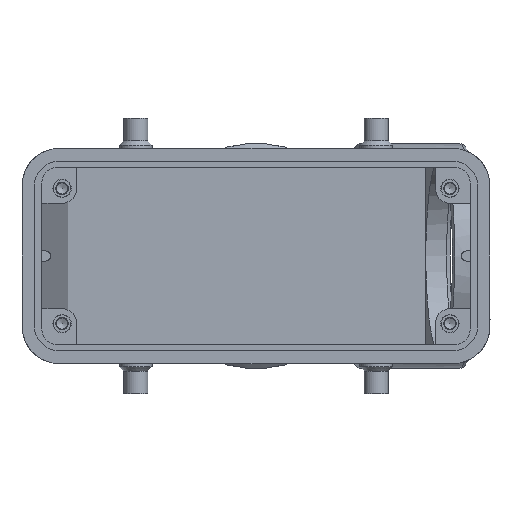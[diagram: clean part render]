
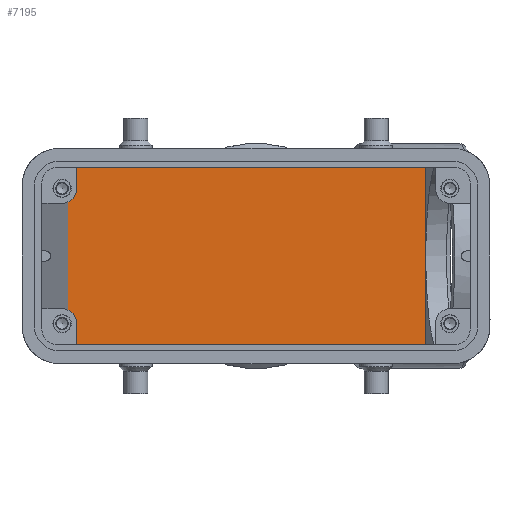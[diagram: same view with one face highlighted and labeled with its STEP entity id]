
A CAD part, front view. The second image highlights one B-rep face of the part: STEP entity #7195.
In plain terms, the highlighted planar face has unit normal (0, -1, 0).
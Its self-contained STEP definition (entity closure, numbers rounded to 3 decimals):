
#5418=LINE('',#18909,#6121);
#5423=LINE('',#18938,#6126);
#5424=LINE('',#18942,#6127);
#5425=LINE('',#18944,#6128);
#5426=LINE('',#18945,#6129);
#5427=LINE('',#18947,#6130);
#6121=VECTOR('',#16385,1.);
#6126=VECTOR('',#16410,1.);
#6127=VECTOR('',#16413,1.);
#6128=VECTOR('',#16414,1.);
#6129=VECTOR('',#16415,1.);
#6130=VECTOR('',#16416,1.);
#7195=ADVANCED_FACE('',(#8058),#7856,.F.);
#7856=PLANE('',#15502);
#8058=FACE_OUTER_BOUND('',#8668,.T.);
#8668=EDGE_LOOP('',(#9407,#9408,#9409,#9410,#9411,#9412,#9413,#9414));
#9407=ORIENTED_EDGE('',*,*,#13567,.T.);
#9408=ORIENTED_EDGE('',*,*,#13568,.F.);
#9409=ORIENTED_EDGE('',*,*,#13569,.F.);
#9410=ORIENTED_EDGE('',*,*,#13570,.F.);
#9411=ORIENTED_EDGE('',*,*,#13571,.F.);
#9412=ORIENTED_EDGE('',*,*,#13555,.F.);
#9413=ORIENTED_EDGE('',*,*,#13572,.T.);
#9414=ORIENTED_EDGE('',*,*,#13573,.T.);
#12563=VERTEX_POINT('',#18910);
#12564=VERTEX_POINT('',#18911);
#12575=VERTEX_POINT('',#18936);
#12576=VERTEX_POINT('',#18937);
#12577=VERTEX_POINT('',#18939);
#12578=VERTEX_POINT('',#18941);
#12579=VERTEX_POINT('',#18943);
#12580=VERTEX_POINT('',#18946);
#13555=EDGE_CURVE('',#12563,#12564,#5418,.T.);
#13567=EDGE_CURVE('',#12575,#12576,#15145,.T.);
#13568=EDGE_CURVE('',#12577,#12576,#5423,.T.);
#13569=EDGE_CURVE('',#12578,#12577,#15146,.T.);
#13570=EDGE_CURVE('',#12579,#12578,#5424,.T.);
#13571=EDGE_CURVE('',#12564,#12579,#5425,.T.);
#13572=EDGE_CURVE('',#12563,#12580,#5426,.T.);
#13573=EDGE_CURVE('',#12580,#12575,#5427,.T.);
#15145=CIRCLE('',#15500,3.);
#15146=CIRCLE('',#15501,3.);
#15500=AXIS2_PLACEMENT_3D('',#18935,#16408,#16409);
#15501=AXIS2_PLACEMENT_3D('',#18940,#16411,#16412);
#15502=AXIS2_PLACEMENT_3D('',#18948,#16417,#16418);
#16385=DIRECTION('',(0.,0.,-1.));
#16408=DIRECTION('',(0.,1.,0.));
#16409=DIRECTION('',(-1.,0.,0.));
#16410=DIRECTION('',(0.,0.,1.));
#16411=DIRECTION('',(0.,-1.,0.));
#16412=DIRECTION('',(-1.,0.,0.));
#16413=DIRECTION('',(0.,0.,1.));
#16414=DIRECTION('',(-1.,0.,0.));
#16415=DIRECTION('',(-1.,0.,0.));
#16416=DIRECTION('',(0.,0.,-1.));
#16417=DIRECTION('',(0.,1.,0.));
#16418=DIRECTION('',(1.,0.,0.));
#18909=CARTESIAN_POINT('',(33.831,9.,18.25));
#18910=CARTESIAN_POINT('',(33.831,9.,17.75));
#18911=CARTESIAN_POINT('',(33.831,9.,-17.75));
#18935=CARTESIAN_POINT('',(-38.85,9.,13.5));
#18936=CARTESIAN_POINT('',(-35.85,9.,13.5));
#18937=CARTESIAN_POINT('',(-37.567,9.,10.788));
#18938=CARTESIAN_POINT('',(-37.567,9.,-12.823));
#18939=CARTESIAN_POINT('',(-37.567,9.,-10.788));
#18940=CARTESIAN_POINT('',(-38.85,9.,-13.5));
#18941=CARTESIAN_POINT('',(-35.85,9.,-13.5));
#18942=CARTESIAN_POINT('',(-35.85,9.,-13.19));
#18943=CARTESIAN_POINT('',(-35.85,9.,-17.75));
#18944=CARTESIAN_POINT('',(-39.9,9.,-17.75));
#18945=CARTESIAN_POINT('',(-39.9,9.,17.75));
#18946=CARTESIAN_POINT('',(-35.85,9.,17.75));
#18947=CARTESIAN_POINT('',(-35.85,9.,13.19));
#18948=CARTESIAN_POINT('',(-38.05,9.,18.25));
